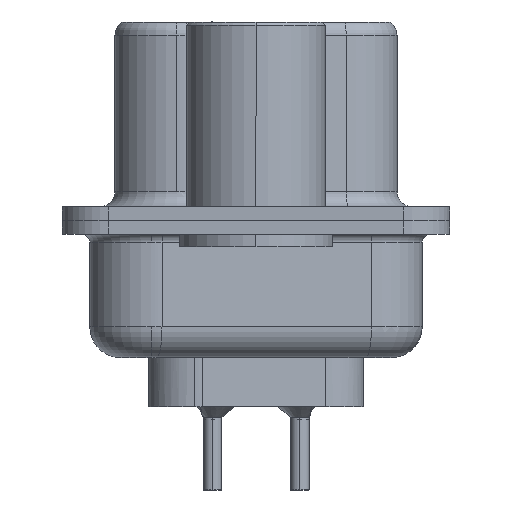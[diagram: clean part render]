
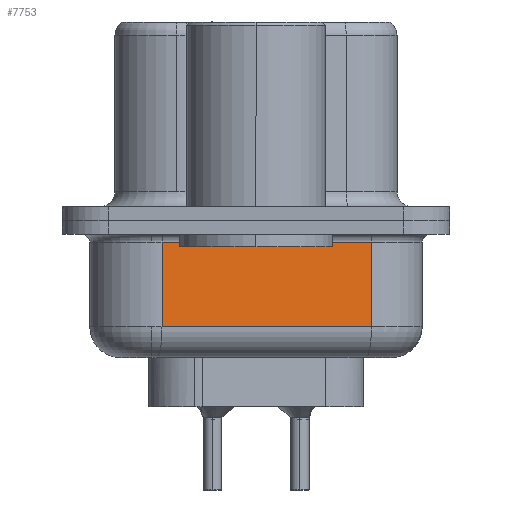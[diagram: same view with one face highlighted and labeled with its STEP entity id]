
A CAD part, left-side view. The second image highlights one B-rep face of the part: STEP entity #7753.
In plain terms, the highlighted planar face has unit normal (-0.985, -0.174, 0).
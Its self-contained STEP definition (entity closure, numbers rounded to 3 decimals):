
#1166 = VERTEX_POINT ( 'NONE', #19695 ) ;
#2152 = LINE ( 'NONE', #15940, #18803 ) ;
#2279 = ORIENTED_EDGE ( 'NONE', *, *, #3462, .T. ) ;
#2714 = ORIENTED_EDGE ( 'NONE', *, *, #25614, .F. ) ;
#3462 = EDGE_CURVE ( 'NONE', #21211, #20547, #16416, .T. ) ;
#6512 = VECTOR ( 'NONE', #22579, 1000. ) ;
#7753 = ADVANCED_FACE ( 'NONE', ( #13074 ), #22768, .F. ) ;
#8575 = CARTESIAN_POINT ( 'NONE',  ( 2.85, 3.053, -3.45 ) ) ;
#8989 = DIRECTION ( 'NONE',  ( 0.985, 0.174, 0. ) ) ;
#9683 = ORIENTED_EDGE ( 'NONE', *, *, #18805, .T. ) ;
#9916 = DIRECTION ( 'NONE',  ( 0.174, -0.985, 0. ) ) ;
#12964 = EDGE_CURVE ( 'NONE', #22362, #1166, #2152, .T. ) ;
#13040 = CARTESIAN_POINT ( 'NONE',  ( 4.049, -3.747, -0.7 ) ) ;
#13074 = FACE_OUTER_BOUND ( 'NONE', #20316, .T. ) ;
#14927 = CARTESIAN_POINT ( 'NONE',  ( 2.85, 3.053, -4.45 ) ) ;
#15521 = VECTOR ( 'NONE', #22494, 1000. ) ;
#15940 = CARTESIAN_POINT ( 'NONE',  ( 2.85, 3.053, -3.45 ) ) ;
#16416 = LINE ( 'NONE', #19170, #21590 ) ;
#16772 = AXIS2_PLACEMENT_3D ( 'NONE', #14927, #8989, #22854 ) ;
#17212 = LINE ( 'NONE', #20584, #6512 ) ;
#18731 = CARTESIAN_POINT ( 'NONE',  ( 2.85, 3.053, -0.7 ) ) ;
#18803 = VECTOR ( 'NONE', #9916, 1000. ) ;
#18805 = EDGE_CURVE ( 'NONE', #1166, #21211, #17212, .T. ) ;
#19170 = CARTESIAN_POINT ( 'NONE',  ( 2.85, 3.053, -0.7 ) ) ;
#19226 = DIRECTION ( 'NONE',  ( -0.174, 0.985, 0. ) ) ;
#19695 = CARTESIAN_POINT ( 'NONE',  ( 4.049, -3.747, -3.45 ) ) ;
#20316 = EDGE_LOOP ( 'NONE', ( #2714, #20649, #9683, #2279 ) ) ;
#20547 = VERTEX_POINT ( 'NONE', #18731 ) ;
#20584 = CARTESIAN_POINT ( 'NONE',  ( 4.049, -3.747, -4.45 ) ) ;
#20649 = ORIENTED_EDGE ( 'NONE', *, *, #12964, .T. ) ;
#20714 = LINE ( 'NONE', #22403, #15521 ) ;
#21211 = VERTEX_POINT ( 'NONE', #13040 ) ;
#21590 = VECTOR ( 'NONE', #19226, 1000. ) ;
#22362 = VERTEX_POINT ( 'NONE', #8575 ) ;
#22403 = CARTESIAN_POINT ( 'NONE',  ( 2.85, 3.053, -4.45 ) ) ;
#22494 = DIRECTION ( 'NONE',  ( 0., 0., 1. ) ) ;
#22579 = DIRECTION ( 'NONE',  ( 0., 0., 1. ) ) ;
#22768 = PLANE ( 'NONE',  #16772 ) ;
#22854 = DIRECTION ( 'NONE',  ( -0.174, 0.985, 0. ) ) ;
#25614 = EDGE_CURVE ( 'NONE', #22362, #20547, #20714, .T. ) ;
